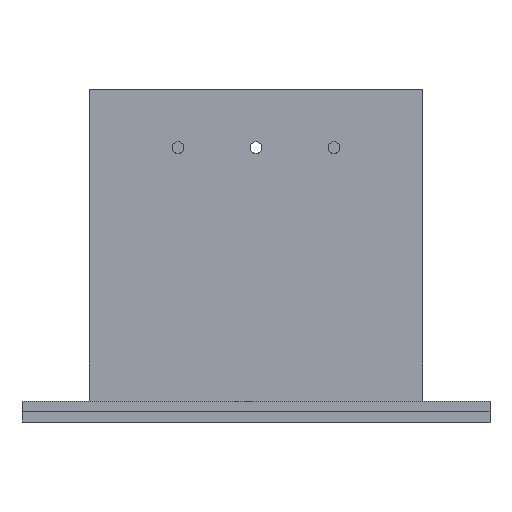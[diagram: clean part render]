
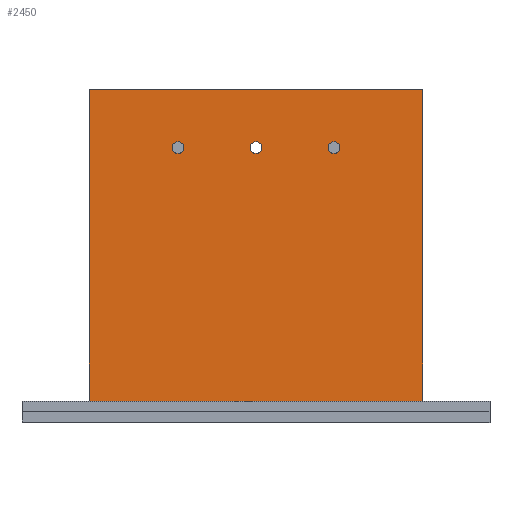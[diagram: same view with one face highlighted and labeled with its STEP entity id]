
A CAD part, top view. The second image highlights one B-rep face of the part: STEP entity #2450.
In plain terms, the highlighted face is planar.
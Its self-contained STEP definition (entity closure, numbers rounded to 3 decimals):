
#8 = EDGE_CURVE ( 'NONE', #2843, #948, #2408, .T. ) ;
#10 = CARTESIAN_POINT ( 'NONE',  ( -69.2, 22.7, 0. ) ) ;
#11 = CIRCLE ( 'NONE', #3130, 1.5 ) ;
#31 = PLANE ( 'NONE',  #2710 ) ;
#48 = FACE_OUTER_BOUND ( 'NONE', #724, .T. ) ;
#72 = VERTEX_POINT ( 'NONE', #152 ) ;
#112 = DIRECTION ( 'NONE',  ( -1., 0., 0. ) ) ;
#114 = DIRECTION ( 'NONE',  ( -1., 0., 0. ) ) ;
#126 = CARTESIAN_POINT ( 'NONE',  ( -82.7, 85.4, 0. ) ) ;
#134 = DIRECTION ( 'NONE',  ( 0., 0., -1. ) ) ;
#152 = CARTESIAN_POINT ( 'NONE',  ( -66.2, 62.7, 0. ) ) ;
#201 = FACE_BOUND ( 'NONE', #2066, .T. ) ;
#253 = CARTESIAN_POINT ( 'NONE',  ( -69.2, 62.7, 0. ) ) ;
#384 = DIRECTION ( 'NONE',  ( -1., 0., 0. ) ) ;
#447 = LINE ( 'NONE', #2700, #3119 ) ;
#453 = VECTOR ( 'NONE', #3110, 1000. ) ;
#501 = CARTESIAN_POINT ( 'NONE',  ( -67.7, 22.7, 0. ) ) ;
#514 = DIRECTION ( 'NONE',  ( 0., 0., -1. ) ) ;
#542 = DIRECTION ( 'NONE',  ( -1., 0., 0. ) ) ;
#556 = EDGE_CURVE ( 'NONE', #2373, #3290, #1899, .T. ) ;
#560 = CARTESIAN_POINT ( 'NONE',  ( -66.2, 22.7, 0. ) ) ;
#563 = AXIS2_PLACEMENT_3D ( 'NONE', #685, #689, #691 ) ;
#636 = ORIENTED_EDGE ( 'NONE', *, *, #556, .F. ) ;
#641 = CIRCLE ( 'NONE', #1354, 1.5 ) ;
#685 = CARTESIAN_POINT ( 'NONE',  ( -67.7, 42.7, 0. ) ) ;
#689 = DIRECTION ( 'NONE',  ( 0., 0., -1. ) ) ;
#691 = DIRECTION ( 'NONE',  ( -1., 0., 0. ) ) ;
#704 = CARTESIAN_POINT ( 'NONE',  ( -67.7, 62.7, 0. ) ) ;
#724 = EDGE_LOOP ( 'NONE', ( #3292, #3249, #1990, #1118 ) ) ;
#735 = FACE_BOUND ( 'NONE', #2630, .T. ) ;
#800 = CARTESIAN_POINT ( 'NONE',  ( -82.7, 0., 0. ) ) ;
#843 = DIRECTION ( 'NONE',  ( -1., 0., 0. ) ) ;
#853 = DIRECTION ( 'NONE',  ( 0., 0., -1. ) ) ;
#948 = VERTEX_POINT ( 'NONE', #1256 ) ;
#960 = CIRCLE ( 'NONE', #1013, 1.5 ) ;
#1012 = CARTESIAN_POINT ( 'NONE',  ( -67.7, 42.7, 0. ) ) ;
#1013 = AXIS2_PLACEMENT_3D ( 'NONE', #501, #514, #542 ) ;
#1037 = VECTOR ( 'NONE', #112, 1000. ) ;
#1065 = DIRECTION ( 'NONE',  ( 0., 0., -1. ) ) ;
#1118 = ORIENTED_EDGE ( 'NONE', *, *, #2604, .F. ) ;
#1121 = LINE ( 'NONE', #800, #453 ) ;
#1189 = AXIS2_PLACEMENT_3D ( 'NONE', #704, #853, #843 ) ;
#1256 = CARTESIAN_POINT ( 'NONE',  ( -82.7, 85.4, 0. ) ) ;
#1347 = VERTEX_POINT ( 'NONE', #2448 ) ;
#1353 = CIRCLE ( 'NONE', #1966, 1.5 ) ;
#1354 = AXIS2_PLACEMENT_3D ( 'NONE', #1012, #1792, #2692 ) ;
#1407 = FACE_BOUND ( 'NONE', #1869, .T. ) ;
#1495 = CIRCLE ( 'NONE', #1189, 1.5 ) ;
#1540 = CARTESIAN_POINT ( 'NONE',  ( -82.7, 0., 0. ) ) ;
#1603 = ORIENTED_EDGE ( 'NONE', *, *, #3038, .F. ) ;
#1657 = ORIENTED_EDGE ( 'NONE', *, *, #2256, .F. ) ;
#1663 = CARTESIAN_POINT ( 'NONE',  ( -67.7, 62.7, 0. ) ) ;
#1717 = EDGE_CURVE ( 'NONE', #948, #2527, #1121, .T. ) ;
#1792 = DIRECTION ( 'NONE',  ( 0., 0., -1. ) ) ;
#1830 = ORIENTED_EDGE ( 'NONE', *, *, #2758, .F. ) ;
#1869 = EDGE_LOOP ( 'NONE', ( #1603, #3058 ) ) ;
#1899 = CIRCLE ( 'NONE', #563, 1.5 ) ;
#1925 = DIRECTION ( 'NONE',  ( -1., 0., 0. ) ) ;
#1955 = VECTOR ( 'NONE', #2006, 1000. ) ;
#1966 = AXIS2_PLACEMENT_3D ( 'NONE', #1663, #134, #1925 ) ;
#1990 = ORIENTED_EDGE ( 'NONE', *, *, #2350, .F. ) ;
#2006 = DIRECTION ( 'NONE',  ( 1., 0., 0. ) ) ;
#2059 = DIRECTION ( 'NONE',  ( 0., 1., 0. ) ) ;
#2066 = EDGE_LOOP ( 'NONE', ( #1657, #1830 ) ) ;
#2250 = ORIENTED_EDGE ( 'NONE', *, *, #2820, .F. ) ;
#2256 = EDGE_CURVE ( 'NONE', #2415, #3309, #11, .T. ) ;
#2298 = CARTESIAN_POINT ( 'NONE',  ( -2.7, 85.4, 0. ) ) ;
#2340 = CARTESIAN_POINT ( 'NONE',  ( -67.7, 22.7, 0. ) ) ;
#2350 = EDGE_CURVE ( 'NONE', #1347, #2843, #447, .T. ) ;
#2355 = CARTESIAN_POINT ( 'NONE',  ( -69.2, 42.7, 0. ) ) ;
#2373 = VERTEX_POINT ( 'NONE', #3113 ) ;
#2408 = LINE ( 'NONE', #126, #1037 ) ;
#2415 = VERTEX_POINT ( 'NONE', #10 ) ;
#2448 = CARTESIAN_POINT ( 'NONE',  ( -2.7, 0., 0. ) ) ;
#2450 = ADVANCED_FACE ( 'NONE', ( #1407, #201, #735, #48 ), #31, .T. ) ;
#2527 = VERTEX_POINT ( 'NONE', #2764 ) ;
#2604 = EDGE_CURVE ( 'NONE', #2527, #1347, #2661, .T. ) ;
#2630 = EDGE_LOOP ( 'NONE', ( #2250, #636 ) ) ;
#2644 = DIRECTION ( 'NONE',  ( 0., 0., -1. ) ) ;
#2661 = LINE ( 'NONE', #1540, #1955 ) ;
#2692 = DIRECTION ( 'NONE',  ( -1., 0., 0. ) ) ;
#2700 = CARTESIAN_POINT ( 'NONE',  ( -2.7, 0., 0. ) ) ;
#2710 = AXIS2_PLACEMENT_3D ( 'NONE', #3097, #2644, #384 ) ;
#2758 = EDGE_CURVE ( 'NONE', #3309, #2415, #960, .T. ) ;
#2760 = VERTEX_POINT ( 'NONE', #253 ) ;
#2764 = CARTESIAN_POINT ( 'NONE',  ( -82.7, 0., 0. ) ) ;
#2775 = EDGE_CURVE ( 'NONE', #72, #2760, #1495, .T. ) ;
#2820 = EDGE_CURVE ( 'NONE', #3290, #2373, #641, .T. ) ;
#2843 = VERTEX_POINT ( 'NONE', #2298 ) ;
#3038 = EDGE_CURVE ( 'NONE', #2760, #72, #1353, .T. ) ;
#3058 = ORIENTED_EDGE ( 'NONE', *, *, #2775, .F. ) ;
#3097 = CARTESIAN_POINT ( 'NONE',  ( 0., 0., 0. ) ) ;
#3110 = DIRECTION ( 'NONE',  ( 0., -1., 0. ) ) ;
#3113 = CARTESIAN_POINT ( 'NONE',  ( -66.2, 42.7, 0. ) ) ;
#3119 = VECTOR ( 'NONE', #2059, 1000. ) ;
#3130 = AXIS2_PLACEMENT_3D ( 'NONE', #2340, #1065, #114 ) ;
#3249 = ORIENTED_EDGE ( 'NONE', *, *, #8, .F. ) ;
#3290 = VERTEX_POINT ( 'NONE', #2355 ) ;
#3292 = ORIENTED_EDGE ( 'NONE', *, *, #1717, .F. ) ;
#3309 = VERTEX_POINT ( 'NONE', #560 ) ;
